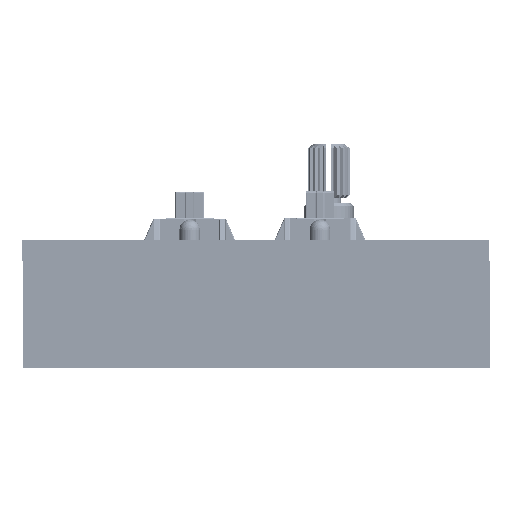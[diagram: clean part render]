
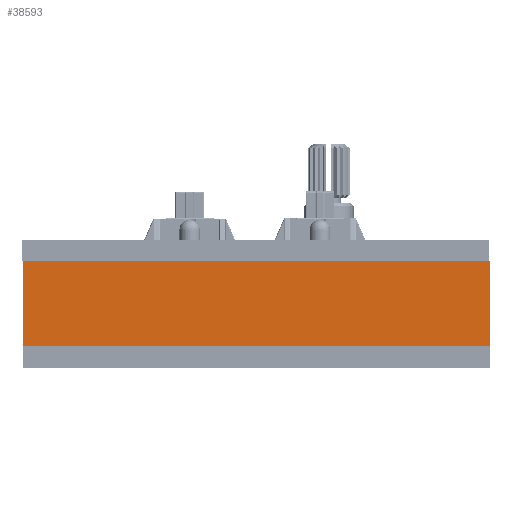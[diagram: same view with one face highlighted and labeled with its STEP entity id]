
A CAD part, front view. The second image highlights one B-rep face of the part: STEP entity #38593.
In plain terms, the highlighted planar face has unit normal (0, -1, 0).
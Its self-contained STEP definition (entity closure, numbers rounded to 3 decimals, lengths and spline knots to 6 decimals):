
#13267=ORIENTED_EDGE('',*,*,#19408,.T.);
#13268=ORIENTED_EDGE('',*,*,#19409,.F.);
#13269=ORIENTED_EDGE('',*,*,#19396,.F.);
#13270=ORIENTED_EDGE('',*,*,#19410,.T.);
#19396=EDGE_CURVE('',#22973,#22974,#26474,.T.);
#19408=EDGE_CURVE('',#22985,#22986,#26486,.T.);
#19409=EDGE_CURVE('',#22974,#22986,#26487,.T.);
#19410=EDGE_CURVE('',#22973,#22985,#26488,.T.);
#22973=VERTEX_POINT('',#70017);
#22974=VERTEX_POINT('',#70018);
#22985=VERTEX_POINT('',#70042);
#22986=VERTEX_POINT('',#70043);
#26474=LINE('',#70016,#29998);
#26486=LINE('',#70041,#30010);
#26487=LINE('',#70044,#30011);
#26488=LINE('',#70045,#30012);
#29998=VECTOR('',#55966,1.);
#30010=VECTOR('',#55980,1.);
#30011=VECTOR('',#55981,1.);
#30012=VECTOR('',#55982,1.);
#32558=EDGE_LOOP('',(#13267,#13268,#13269,#13270));
#35090=FACE_BOUND('',#32558,.T.);
#36465=PLANE('',#45761);
#38593=ADVANCED_FACE('',(#35090),#36465,.F.);
#45761=AXIS2_PLACEMENT_3D('',#70040,#55978,#55979);
#55966=DIRECTION('',(1.,0.,0.));
#55978=DIRECTION('',(0.,1.,0.));
#55979=DIRECTION('',(0.,0.,1.));
#55980=DIRECTION('',(1.,0.,0.));
#55981=DIRECTION('',(0.,0.,-1.));
#55982=DIRECTION('',(0.,0.,-1.));
#70016=CARTESIAN_POINT('',(0.114884,-0.135077,0.008));
#70017=CARTESIAN_POINT('',(0.082017,-0.135077,0.008));
#70018=CARTESIAN_POINT('',(0.14775,-0.135077,0.008));
#70040=CARTESIAN_POINT('',(0.114884,-0.135077,0.008));
#70041=CARTESIAN_POINT('',(0.114884,-0.135077,-0.004));
#70042=CARTESIAN_POINT('',(0.082017,-0.135077,-0.004));
#70043=CARTESIAN_POINT('',(0.14775,-0.135077,-0.004));
#70044=CARTESIAN_POINT('',(0.14775,-0.135077,0.008));
#70045=CARTESIAN_POINT('',(0.082017,-0.135077,0.008));
